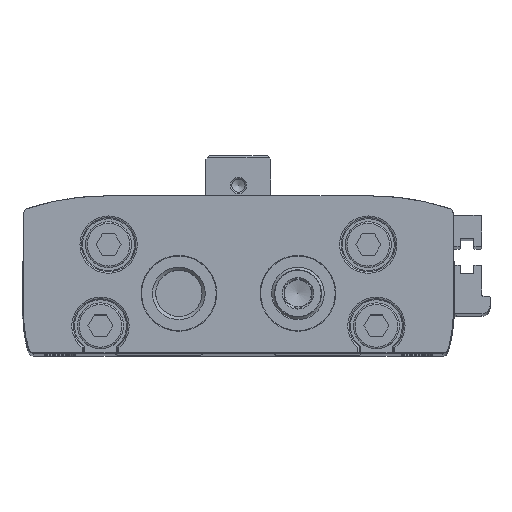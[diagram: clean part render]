
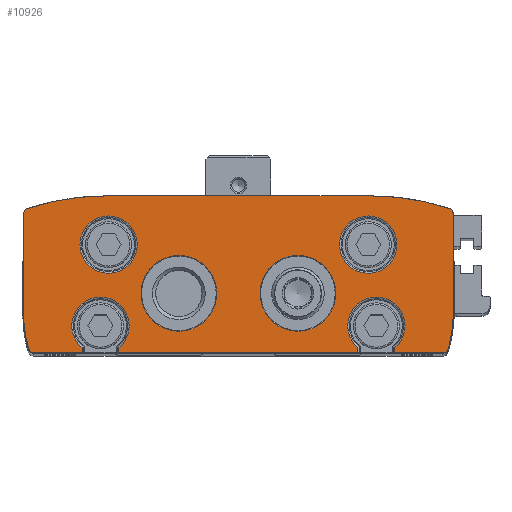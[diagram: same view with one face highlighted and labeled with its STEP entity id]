
A CAD part, top view. The second image highlights one B-rep face of the part: STEP entity #10926.
In plain terms, the highlighted planar face has unit normal (0, 0, 1).
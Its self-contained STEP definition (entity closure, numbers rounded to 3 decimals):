
#541=LINE('',#16882,#1459);
#550=LINE('',#16910,#1468);
#551=LINE('',#16918,#1469);
#560=LINE('',#16946,#1478);
#561=LINE('',#16949,#1479);
#562=LINE('',#16951,#1480);
#563=LINE('',#16957,#1481);
#564=LINE('',#16963,#1482);
#565=LINE('',#16969,#1483);
#566=LINE('',#16975,#1484);
#1459=VECTOR('',#13296,1000.);
#1468=VECTOR('',#13315,1000.);
#1469=VECTOR('',#13318,1000.);
#1478=VECTOR('',#13337,1000.);
#1479=VECTOR('',#13342,1000.);
#1480=VECTOR('',#13345,1000.);
#1481=VECTOR('',#13350,1000.);
#1482=VECTOR('',#13355,1000.);
#1483=VECTOR('',#13360,1000.);
#1484=VECTOR('',#13365,1000.);
#2470=ORIENTED_EDGE('',*,*,#5531,.F.);
#2471=ORIENTED_EDGE('',*,*,#5516,.T.);
#2472=ORIENTED_EDGE('',*,*,#5532,.T.);
#2473=ORIENTED_EDGE('',*,*,#5518,.F.);
#2474=ORIENTED_EDGE('',*,*,#5533,.F.);
#2475=ORIENTED_EDGE('',*,*,#5530,.T.);
#2476=ORIENTED_EDGE('',*,*,#5534,.T.);
#2477=ORIENTED_EDGE('',*,*,#5535,.T.);
#2478=ORIENTED_EDGE('',*,*,#5536,.T.);
#2479=ORIENTED_EDGE('',*,*,#5537,.T.);
#2480=ORIENTED_EDGE('',*,*,#5538,.T.);
#2481=ORIENTED_EDGE('',*,*,#5539,.T.);
#2482=ORIENTED_EDGE('',*,*,#5540,.T.);
#2483=ORIENTED_EDGE('',*,*,#5541,.T.);
#2484=ORIENTED_EDGE('',*,*,#5542,.T.);
#2485=ORIENTED_EDGE('',*,*,#5543,.T.);
#2486=ORIENTED_EDGE('',*,*,#5544,.T.);
#2487=ORIENTED_EDGE('',*,*,#5545,.T.);
#2488=ORIENTED_EDGE('',*,*,#5546,.T.);
#2489=ORIENTED_EDGE('',*,*,#5504,.F.);
#2490=ORIENTED_EDGE('',*,*,#5547,.F.);
#2491=ORIENTED_EDGE('',*,*,#5548,.F.);
#2492=ORIENTED_EDGE('',*,*,#5549,.F.);
#2493=ORIENTED_EDGE('',*,*,#5550,.F.);
#5504=EDGE_CURVE('',#7034,#7036,#541,.T.);
#5516=EDGE_CURVE('',#7044,#7045,#550,.T.);
#5518=EDGE_CURVE('',#7046,#7048,#551,.T.);
#5530=EDGE_CURVE('',#7056,#7057,#560,.T.);
#5531=EDGE_CURVE('',#7044,#7034,#8074,.T.);
#5532=EDGE_CURVE('',#7045,#7048,#561,.T.);
#5533=EDGE_CURVE('',#7056,#7046,#8075,.T.);
#5534=EDGE_CURVE('',#7057,#7058,#562,.T.);
#5535=EDGE_CURVE('',#7058,#7059,#8076,.T.);
#5536=EDGE_CURVE('',#7059,#7060,#8077,.T.);
#5537=EDGE_CURVE('',#7060,#7061,#563,.T.);
#5538=EDGE_CURVE('',#7061,#7062,#8078,.T.);
#5539=EDGE_CURVE('',#7062,#7063,#8079,.T.);
#5540=EDGE_CURVE('',#7063,#7064,#564,.T.);
#5541=EDGE_CURVE('',#7064,#7065,#8080,.T.);
#5542=EDGE_CURVE('',#7065,#7066,#8081,.T.);
#5543=EDGE_CURVE('',#7066,#7067,#565,.T.);
#5544=EDGE_CURVE('',#7067,#7068,#8082,.T.);
#5545=EDGE_CURVE('',#7068,#7069,#8083,.T.);
#5546=EDGE_CURVE('',#7069,#7036,#566,.T.);
#5547=EDGE_CURVE('',#7070,#7070,#8084,.T.);
#5548=EDGE_CURVE('',#7071,#7071,#8085,.T.);
#5549=EDGE_CURVE('',#7072,#7072,#8086,.T.);
#5550=EDGE_CURVE('',#7073,#7073,#8087,.T.);
#7034=VERTEX_POINT('',#16880);
#7036=VERTEX_POINT('',#16883);
#7044=VERTEX_POINT('',#16907);
#7045=VERTEX_POINT('',#16909);
#7046=VERTEX_POINT('',#16916);
#7048=VERTEX_POINT('',#16919);
#7056=VERTEX_POINT('',#16943);
#7057=VERTEX_POINT('',#16945);
#7058=VERTEX_POINT('',#16952);
#7059=VERTEX_POINT('',#16954);
#7060=VERTEX_POINT('',#16956);
#7061=VERTEX_POINT('',#16958);
#7062=VERTEX_POINT('',#16960);
#7063=VERTEX_POINT('',#16962);
#7064=VERTEX_POINT('',#16964);
#7065=VERTEX_POINT('',#16966);
#7066=VERTEX_POINT('',#16968);
#7067=VERTEX_POINT('',#16970);
#7068=VERTEX_POINT('',#16972);
#7069=VERTEX_POINT('',#16974);
#7070=VERTEX_POINT('',#16977);
#7071=VERTEX_POINT('',#16979);
#7072=VERTEX_POINT('',#16981);
#7073=VERTEX_POINT('',#16983);
#8074=CIRCLE('',#11888,5.3);
#8075=CIRCLE('',#11889,5.3);
#8076=CIRCLE('',#11890,1.);
#8077=CIRCLE('',#11891,21.);
#8078=CIRCLE('',#11892,1.);
#8079=CIRCLE('',#11893,45.);
#8080=CIRCLE('',#11894,45.);
#8081=CIRCLE('',#11895,1.);
#8082=CIRCLE('',#11896,21.);
#8083=CIRCLE('',#11897,1.);
#8084=CIRCLE('',#11898,5.3);
#8085=CIRCLE('',#11899,5.3);
#8086=CIRCLE('',#11900,7.);
#8087=CIRCLE('',#11901,7.);
#8642=EDGE_LOOP('',(#2470,#2471,#2472,#2473,#2474,#2475,#2476,#2477,#2478,
#2479,#2480,#2481,#2482,#2483,#2484,#2485,#2486,#2487,#2488,#2489));
#8643=EDGE_LOOP('',(#2490));
#8644=EDGE_LOOP('',(#2491));
#8645=EDGE_LOOP('',(#2492));
#8646=EDGE_LOOP('',(#2493));
#9616=FACE_BOUND('',#8642,.T.);
#9617=FACE_BOUND('',#8643,.T.);
#9618=FACE_BOUND('',#8644,.T.);
#9619=FACE_BOUND('',#8645,.T.);
#9620=FACE_BOUND('',#8646,.T.);
#10570=PLANE('',#11887);
#10926=ADVANCED_FACE('',(#9616,#9617,#9618,#9619,#9620),#10570,.T.);
#11887=AXIS2_PLACEMENT_3D('',#16947,#13338,#13339);
#11888=AXIS2_PLACEMENT_3D('',#16948,#13340,#13341);
#11889=AXIS2_PLACEMENT_3D('',#16950,#13343,#13344);
#11890=AXIS2_PLACEMENT_3D('',#16953,#13346,#13347);
#11891=AXIS2_PLACEMENT_3D('',#16955,#13348,#13349);
#11892=AXIS2_PLACEMENT_3D('',#16959,#13351,#13352);
#11893=AXIS2_PLACEMENT_3D('',#16961,#13353,#13354);
#11894=AXIS2_PLACEMENT_3D('',#16965,#13356,#13357);
#11895=AXIS2_PLACEMENT_3D('',#16967,#13358,#13359);
#11896=AXIS2_PLACEMENT_3D('',#16971,#13361,#13362);
#11897=AXIS2_PLACEMENT_3D('',#16973,#13363,#13364);
#11898=AXIS2_PLACEMENT_3D('',#16976,#13366,#13367);
#11899=AXIS2_PLACEMENT_3D('',#16978,#13368,#13369);
#11900=AXIS2_PLACEMENT_3D('',#16980,#13370,#13371);
#11901=AXIS2_PLACEMENT_3D('',#16982,#13372,#13373);
#13296=DIRECTION('',(0.,-1.,0.));
#13315=DIRECTION('',(0.,-1.,0.));
#13318=DIRECTION('',(0.,-1.,0.));
#13337=DIRECTION('',(0.,-1.,0.));
#13338=DIRECTION('',(0.,0.,1.));
#13339=DIRECTION('',(1.,0.,0.));
#13340=DIRECTION('',(0.,0.,1.));
#13341=DIRECTION('',(1.,0.,0.));
#13342=DIRECTION('',(1.,0.,0.));
#13343=DIRECTION('',(0.,0.,1.));
#13344=DIRECTION('',(1.,0.,0.));
#13345=DIRECTION('',(1.,0.,0.));
#13346=DIRECTION('',(0.,0.,1.));
#13347=DIRECTION('',(1.,0.,0.));
#13348=DIRECTION('',(0.,0.,1.));
#13349=DIRECTION('',(1.,0.,0.));
#13350=DIRECTION('',(0.,1.,0.));
#13351=DIRECTION('',(0.,0.,1.));
#13352=DIRECTION('',(1.,0.,0.));
#13353=DIRECTION('',(0.,0.,1.));
#13354=DIRECTION('',(1.,0.,0.));
#13355=DIRECTION('',(-1.,0.,0.));
#13356=DIRECTION('',(0.,0.,1.));
#13357=DIRECTION('',(1.,0.,0.));
#13358=DIRECTION('',(0.,0.,1.));
#13359=DIRECTION('',(1.,0.,0.));
#13360=DIRECTION('',(0.,-1.,0.));
#13361=DIRECTION('',(0.,0.,1.));
#13362=DIRECTION('',(1.,0.,0.));
#13363=DIRECTION('',(0.,0.,1.));
#13364=DIRECTION('',(1.,0.,0.));
#13365=DIRECTION('',(1.,0.,0.));
#13366=DIRECTION('',(0.,0.,1.));
#13367=DIRECTION('',(1.,0.,0.));
#13368=DIRECTION('',(0.,0.,1.));
#13369=DIRECTION('',(1.,0.,0.));
#13370=DIRECTION('',(0.,0.,1.));
#13371=DIRECTION('',(1.,0.,0.));
#13372=DIRECTION('',(0.,0.,1.));
#13373=DIRECTION('',(1.,0.,0.));
#16880=CARTESIAN_POINT('',(-28.9,0.934,175.));
#16882=CARTESIAN_POINT('',(-28.9,5.,175.));
#16883=CARTESIAN_POINT('',(-28.9,0.,175.));
#16907=CARTESIAN_POINT('',(-22.1,0.934,175.));
#16909=CARTESIAN_POINT('',(-22.1,0.,175.));
#16910=CARTESIAN_POINT('',(-22.1,5.,175.));
#16916=CARTESIAN_POINT('',(22.1,0.934,175.));
#16918=CARTESIAN_POINT('',(22.1,5.,175.));
#16919=CARTESIAN_POINT('',(22.1,0.,175.));
#16943=CARTESIAN_POINT('',(28.9,0.934,175.));
#16945=CARTESIAN_POINT('',(28.9,0.,175.));
#16946=CARTESIAN_POINT('',(28.9,5.,175.));
#16947=CARTESIAN_POINT('',(-18.7,7.,175.));
#16948=CARTESIAN_POINT('',(-25.5,5.,175.));
#16949=CARTESIAN_POINT('',(-37.779,0.,175.));
#16950=CARTESIAN_POINT('',(25.5,5.,175.));
#16951=CARTESIAN_POINT('',(-37.779,0.,175.));
#16952=CARTESIAN_POINT('',(37.779,0.,175.));
#16953=CARTESIAN_POINT('',(37.779,1.,175.));
#16954=CARTESIAN_POINT('',(38.733,0.7,175.));
#16955=CARTESIAN_POINT('',(18.7,7.,175.));
#16956=CARTESIAN_POINT('',(39.7,7.,175.));
#16957=CARTESIAN_POINT('',(39.7,7.,175.));
#16958=CARTESIAN_POINT('',(39.7,25.713,175.));
#16959=CARTESIAN_POINT('',(38.7,25.713,175.));
#16960=CARTESIAN_POINT('',(39.018,26.661,175.));
#16961=CARTESIAN_POINT('',(24.7,-16.,175.));
#16962=CARTESIAN_POINT('',(24.7,29.,175.));
#16963=CARTESIAN_POINT('',(24.7,29.,175.));
#16964=CARTESIAN_POINT('',(-24.7,29.,175.));
#16965=CARTESIAN_POINT('',(-24.7,-16.,175.));
#16966=CARTESIAN_POINT('',(-39.018,26.661,175.));
#16967=CARTESIAN_POINT('',(-38.7,25.713,175.));
#16968=CARTESIAN_POINT('',(-39.7,25.713,175.));
#16969=CARTESIAN_POINT('',(-39.7,25.713,175.));
#16970=CARTESIAN_POINT('',(-39.7,7.,175.));
#16971=CARTESIAN_POINT('',(-18.7,7.,175.));
#16972=CARTESIAN_POINT('',(-38.733,0.7,175.));
#16973=CARTESIAN_POINT('',(-37.779,1.,175.));
#16974=CARTESIAN_POINT('',(-37.779,0.,175.));
#16975=CARTESIAN_POINT('',(-37.779,0.,175.));
#16976=CARTESIAN_POINT('',(-24.,20.,175.));
#16977=CARTESIAN_POINT('',(-18.7,20.,175.));
#16978=CARTESIAN_POINT('',(24.,20.,175.));
#16979=CARTESIAN_POINT('',(29.3,20.,175.));
#16980=CARTESIAN_POINT('',(-11.,11.,175.));
#16981=CARTESIAN_POINT('',(-4.,11.,175.));
#16982=CARTESIAN_POINT('',(11.,11.,175.));
#16983=CARTESIAN_POINT('',(18.,11.,175.));
